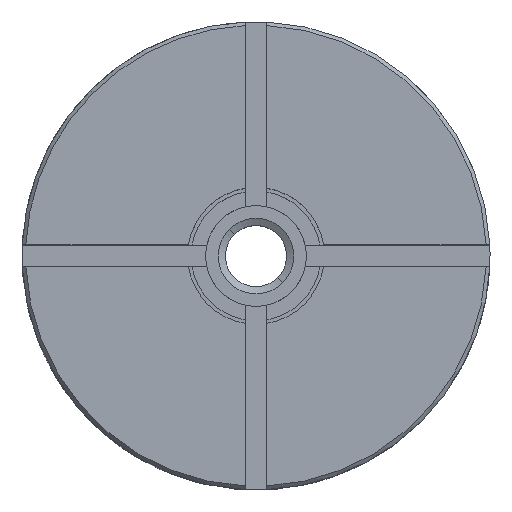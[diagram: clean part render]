
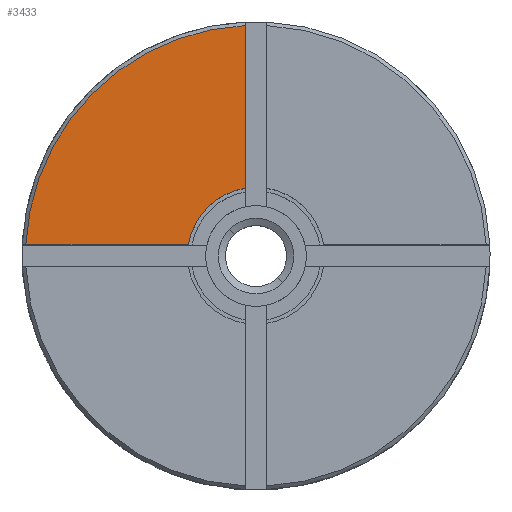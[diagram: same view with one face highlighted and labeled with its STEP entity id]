
A CAD part, top view. The second image highlights one B-rep face of the part: STEP entity #3433.
In plain terms, the highlighted planar face has unit normal (0, 0, 1).
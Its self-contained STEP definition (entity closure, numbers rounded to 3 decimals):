
#110 = DIRECTION ( 'NONE',  ( -0.707, 0.707, 0. ) ) ;
#124 = CARTESIAN_POINT ( 'NONE',  ( -1.5, 9.381, 28. ) ) ;
#129 = AXIS2_PLACEMENT_3D ( 'NONE', #1991, #2499, #2482 ) ;
#187 = EDGE_CURVE ( 'NONE', #504, #2531, #2582, .T. ) ;
#210 = EDGE_CURVE ( 'NONE', #250, #2531, #3346, .T. ) ;
#225 = DIRECTION ( 'NONE',  ( 0., 0., 1. ) ) ;
#238 = ORIENTED_EDGE ( 'NONE', *, *, #658, .T. ) ;
#250 = VERTEX_POINT ( 'NONE', #663 ) ;
#289 = DIRECTION ( 'NONE',  ( 0., 0., -1. ) ) ;
#363 = VECTOR ( 'NONE', #1350, 1000. ) ;
#372 = AXIS2_PLACEMENT_3D ( 'NONE', #759, #1071, #531 ) ;
#412 = AXIS2_PLACEMENT_3D ( 'NONE', #2213, #3003, #3284 ) ;
#423 = DIRECTION ( 'NONE',  ( 0., -1., 0. ) ) ;
#471 = ORIENTED_EDGE ( 'NONE', *, *, #2396, .F. ) ;
#504 = VERTEX_POINT ( 'NONE', #2398 ) ;
#531 = DIRECTION ( 'NONE',  ( -0.707, 0.707, 0. ) ) ;
#594 = AXIS2_PLACEMENT_3D ( 'NONE', #1288, #225, #1572 ) ;
#658 = EDGE_CURVE ( 'NONE', #2035, #2387, #3316, .T. ) ;
#663 = CARTESIAN_POINT ( 'NONE',  ( -1.5, 31.965, 28. ) ) ;
#670 = ORIENTED_EDGE ( 'NONE', *, *, #1298, .T. ) ;
#759 = CARTESIAN_POINT ( 'NONE',  ( 4.95, 4.95, 28. ) ) ;
#876 = CIRCLE ( 'NONE', #594, 32. ) ;
#1021 = AXIS2_PLACEMENT_3D ( 'NONE', #2685, #289, #110 ) ;
#1071 = DIRECTION ( 'NONE',  ( 0., 0., -1. ) ) ;
#1122 = LINE ( 'NONE', #2684, #363 ) ;
#1136 = CIRCLE ( 'NONE', #412, 9.5 ) ;
#1288 = CARTESIAN_POINT ( 'NONE',  ( 0., 0., 28. ) ) ;
#1298 = EDGE_CURVE ( 'NONE', #1369, #504, #1136, .T. ) ;
#1299 = FACE_OUTER_BOUND ( 'NONE', #2351, .T. ) ;
#1350 = DIRECTION ( 'NONE',  ( -1., 0., 0. ) ) ;
#1369 = VERTEX_POINT ( 'NONE', #1933 ) ;
#1415 = VECTOR ( 'NONE', #423, 1000. ) ;
#1572 = DIRECTION ( 'NONE',  ( -0.707, 0.707, 0. ) ) ;
#1856 = ORIENTED_EDGE ( 'NONE', *, *, #210, .F. ) ;
#1933 = CARTESIAN_POINT ( 'NONE',  ( -9.381, 1.5, 28. ) ) ;
#1949 = CARTESIAN_POINT ( 'NONE',  ( -31.965, 1.5, 28. ) ) ;
#1991 = CARTESIAN_POINT ( 'NONE',  ( 0., 0., 28. ) ) ;
#2035 = VERTEX_POINT ( 'NONE', #3006 ) ;
#2213 = CARTESIAN_POINT ( 'NONE',  ( 0., 0., 28. ) ) ;
#2351 = EDGE_LOOP ( 'NONE', ( #1856, #3449, #238, #471, #670, #2948 ) ) ;
#2387 = VERTEX_POINT ( 'NONE', #1949 ) ;
#2396 = EDGE_CURVE ( 'NONE', #1369, #2387, #1122, .T. ) ;
#2398 = CARTESIAN_POINT ( 'NONE',  ( -6.718, 6.718, 28. ) ) ;
#2482 = DIRECTION ( 'NONE',  ( -0.707, 0.707, 0. ) ) ;
#2499 = DIRECTION ( 'NONE',  ( 0., 0., 1. ) ) ;
#2531 = VERTEX_POINT ( 'NONE', #124 ) ;
#2582 = CIRCLE ( 'NONE', #1021, 9.5 ) ;
#2684 = CARTESIAN_POINT ( 'NONE',  ( 4.95, 1.5, 28. ) ) ;
#2685 = CARTESIAN_POINT ( 'NONE',  ( 0., 0., 28. ) ) ;
#2897 = PLANE ( 'NONE',  #372 ) ;
#2948 = ORIENTED_EDGE ( 'NONE', *, *, #187, .T. ) ;
#3003 = DIRECTION ( 'NONE',  ( 0., 0., -1. ) ) ;
#3006 = CARTESIAN_POINT ( 'NONE',  ( -22.627, 22.627, 28. ) ) ;
#3106 = EDGE_CURVE ( 'NONE', #250, #2035, #876, .T. ) ;
#3284 = DIRECTION ( 'NONE',  ( -0.707, 0.707, 0. ) ) ;
#3316 = CIRCLE ( 'NONE', #129, 32. ) ;
#3346 = LINE ( 'NONE', #3361, #1415 ) ;
#3361 = CARTESIAN_POINT ( 'NONE',  ( -1.5, 4.95, 28. ) ) ;
#3433 = ADVANCED_FACE ( 'NONE', ( #1299 ), #2897, .F. ) ;
#3449 = ORIENTED_EDGE ( 'NONE', *, *, #3106, .T. ) ;
